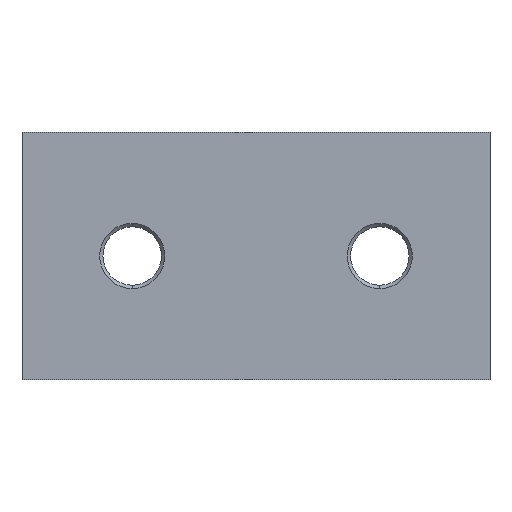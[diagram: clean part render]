
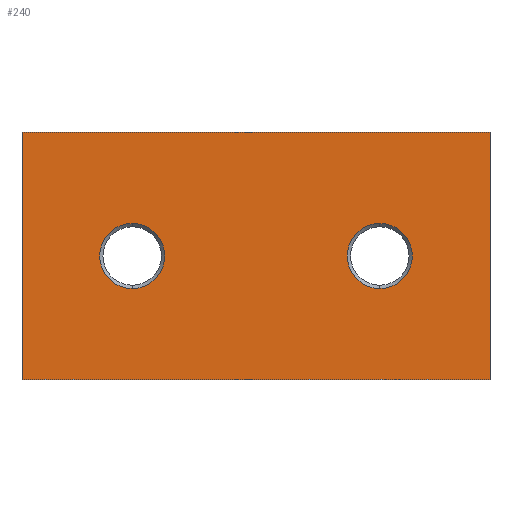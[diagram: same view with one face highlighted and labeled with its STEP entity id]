
A CAD part, front view. The second image highlights one B-rep face of the part: STEP entity #240.
In plain terms, the highlighted planar face has unit normal (0, -1, 0).
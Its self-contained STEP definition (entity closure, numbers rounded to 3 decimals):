
#27 = ORIENTED_EDGE ( 'NONE', *, *, #832, .T. ) ;
#34 = DIRECTION ( 'NONE',  ( 0., 1., 0. ) ) ;
#70 = LINE ( 'NONE', #409, #259 ) ;
#75 = DIRECTION ( 'NONE',  ( 0., 1., 0. ) ) ;
#88 = LINE ( 'NONE', #805, #776 ) ;
#99 = CARTESIAN_POINT ( 'NONE',  ( -36., 0., 38. ) ) ;
#111 = CARTESIAN_POINT ( 'NONE',  ( 36., 0., 38. ) ) ;
#123 = VERTEX_POINT ( 'NONE', #111 ) ;
#132 = DIRECTION ( 'NONE',  ( 0., 0., 1. ) ) ;
#150 = CARTESIAN_POINT ( 'NONE',  ( -36., 0., 38. ) ) ;
#158 = ORIENTED_EDGE ( 'NONE', *, *, #957, .F. ) ;
#209 = CARTESIAN_POINT ( 'NONE',  ( 19.05, 0., 19. ) ) ;
#210 = VERTEX_POINT ( 'NONE', #752 ) ;
#217 = ORIENTED_EDGE ( 'NONE', *, *, #938, .T. ) ;
#239 = CARTESIAN_POINT ( 'NONE',  ( -19.05, 0., 19. ) ) ;
#240 = ADVANCED_FACE ( 'NONE', ( #625, #255, #1050 ), #436, .F. ) ;
#241 = AXIS2_PLACEMENT_3D ( 'NONE', #239, #810, #323 ) ;
#243 = AXIS2_PLACEMENT_3D ( 'NONE', #570, #75, #657 ) ;
#255 = FACE_BOUND ( 'NONE', #969, .T. ) ;
#257 = VERTEX_POINT ( 'NONE', #359 ) ;
#259 = VECTOR ( 'NONE', #495, 1000. ) ;
#260 = AXIS2_PLACEMENT_3D ( 'NONE', #209, #34, #132 ) ;
#270 = AXIS2_PLACEMENT_3D ( 'NONE', #525, #521, #480 ) ;
#287 = CARTESIAN_POINT ( 'NONE',  ( 19.05, 0., 24. ) ) ;
#299 = CIRCLE ( 'NONE', #241, 5. ) ;
#315 = CIRCLE ( 'NONE', #243, 5. ) ;
#322 = EDGE_LOOP ( 'NONE', ( #217, #670, #158, #499 ) ) ;
#323 = DIRECTION ( 'NONE',  ( 0., 0., 1. ) ) ;
#346 = EDGE_LOOP ( 'NONE', ( #27, #825 ) ) ;
#359 = CARTESIAN_POINT ( 'NONE',  ( 19.05, 0., 14. ) ) ;
#366 = DIRECTION ( 'NONE',  ( 0., 0., 1. ) ) ;
#399 = DIRECTION ( 'NONE',  ( -1., 0., 0. ) ) ;
#409 = CARTESIAN_POINT ( 'NONE',  ( 36., 0., 0. ) ) ;
#436 = PLANE ( 'NONE',  #577 ) ;
#446 = CARTESIAN_POINT ( 'NONE',  ( 36., 0., 38. ) ) ;
#460 = ORIENTED_EDGE ( 'NONE', *, *, #930, .T. ) ;
#480 = DIRECTION ( 'NONE',  ( 0., 0., 1. ) ) ;
#492 = DIRECTION ( 'NONE',  ( 0., 0., -1. ) ) ;
#495 = DIRECTION ( 'NONE',  ( -1., 0., 0. ) ) ;
#499 = ORIENTED_EDGE ( 'NONE', *, *, #918, .T. ) ;
#510 = LINE ( 'NONE', #150, #706 ) ;
#521 = DIRECTION ( 'NONE',  ( 0., 1., 0. ) ) ;
#525 = CARTESIAN_POINT ( 'NONE',  ( -19.05, 0., 19. ) ) ;
#535 = DIRECTION ( 'NONE',  ( 0., 1., 0. ) ) ;
#570 = CARTESIAN_POINT ( 'NONE',  ( 19.05, 0., 19. ) ) ;
#577 = AXIS2_PLACEMENT_3D ( 'NONE', #446, #535, #366 ) ;
#625 = FACE_BOUND ( 'NONE', #346, .T. ) ;
#657 = DIRECTION ( 'NONE',  ( 0., 0., 1. ) ) ;
#667 = CIRCLE ( 'NONE', #260, 5. ) ;
#670 = ORIENTED_EDGE ( 'NONE', *, *, #948, .F. ) ;
#685 = VERTEX_POINT ( 'NONE', #780 ) ;
#706 = VECTOR ( 'NONE', #731, 1000. ) ;
#712 = VERTEX_POINT ( 'NONE', #99 ) ;
#718 = CARTESIAN_POINT ( 'NONE',  ( 36., 0., 0. ) ) ;
#720 = ORIENTED_EDGE ( 'NONE', *, *, #816, .T. ) ;
#731 = DIRECTION ( 'NONE',  ( 0., 0., -1. ) ) ;
#752 = CARTESIAN_POINT ( 'NONE',  ( -19.05, 0., 24. ) ) ;
#763 = CIRCLE ( 'NONE', #270, 5. ) ;
#776 = VECTOR ( 'NONE', #399, 1000. ) ;
#780 = CARTESIAN_POINT ( 'NONE',  ( -36., 0., 0. ) ) ;
#805 = CARTESIAN_POINT ( 'NONE',  ( 36., 0., 38. ) ) ;
#807 = VERTEX_POINT ( 'NONE', #287 ) ;
#810 = DIRECTION ( 'NONE',  ( 0., 1., 0. ) ) ;
#816 = EDGE_CURVE ( 'NONE', #1049, #210, #763, .T. ) ;
#825 = ORIENTED_EDGE ( 'NONE', *, *, #924, .T. ) ;
#832 = EDGE_CURVE ( 'NONE', #257, #807, #667, .T. ) ;
#842 = CARTESIAN_POINT ( 'NONE',  ( -19.05, 0., 14. ) ) ;
#869 = VERTEX_POINT ( 'NONE', #718 ) ;
#898 = VECTOR ( 'NONE', #492, 1000. ) ;
#918 = EDGE_CURVE ( 'NONE', #123, #712, #88, .T. ) ;
#924 = EDGE_CURVE ( 'NONE', #807, #257, #315, .T. ) ;
#926 = LINE ( 'NONE', #991, #898 ) ;
#930 = EDGE_CURVE ( 'NONE', #210, #1049, #299, .T. ) ;
#938 = EDGE_CURVE ( 'NONE', #712, #685, #510, .T. ) ;
#948 = EDGE_CURVE ( 'NONE', #869, #685, #70, .T. ) ;
#957 = EDGE_CURVE ( 'NONE', #123, #869, #926, .T. ) ;
#969 = EDGE_LOOP ( 'NONE', ( #720, #460 ) ) ;
#991 = CARTESIAN_POINT ( 'NONE',  ( 36., 0., 38. ) ) ;
#1049 = VERTEX_POINT ( 'NONE', #842 ) ;
#1050 = FACE_OUTER_BOUND ( 'NONE', #322, .T. ) ;
